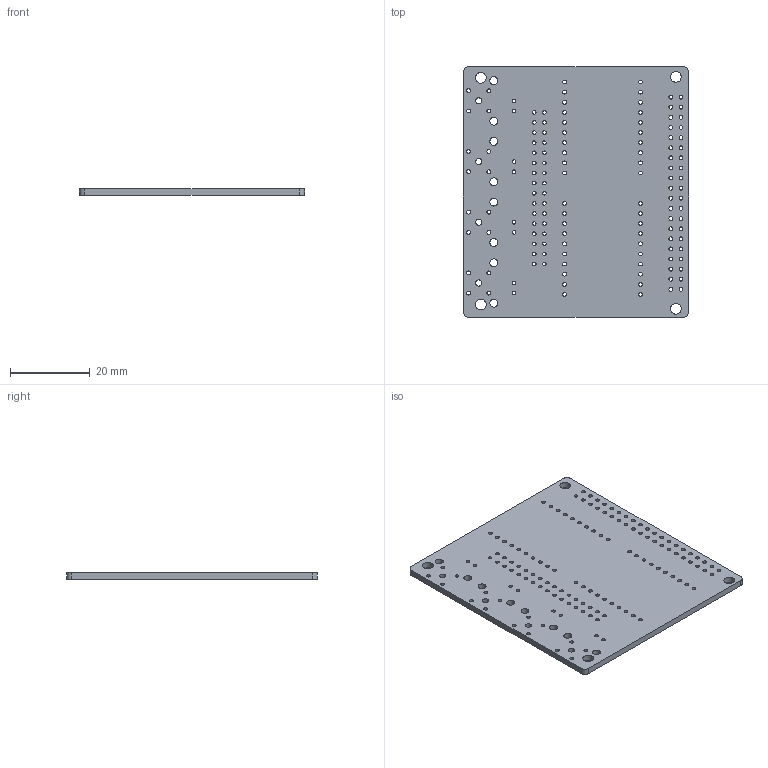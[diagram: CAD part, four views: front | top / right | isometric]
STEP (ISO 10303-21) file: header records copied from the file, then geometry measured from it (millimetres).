
FILE_DESCRIPTION(('KiCad electronic assembly'),'2;1');
FILE_NAME('rubis.step','2021-11-21T07:13:41',('An Author'),('A Company') ,'Open CASCADE STEP processor 7.5','KiCad to STEP converter','Unknown' );
FILE_SCHEMA(('AUTOMOTIVE_DESIGN { 1 0 10303 214 1 1 1 1 }'));
Length unit declared in the file: millimetre
Products named in the file (2): Open CASCADE STEP translator 7.5 1; COMPOUND
Assembly tree (1 placements, depth 2):
  Open CASCADE STEP translator 7.5 1
    COMPOUND
Bounding box: 56.52 x 62.87 x 1.6 mm (x, y, z)
Volume: 5441.5 mm3; surface area: 7990.4 mm2
Topology: 1 solids, 1 shells, 162 faces, 480 edges, 320 vertices
Faces by surface type: cylinder 156, plane 6
Full cylindrical faces by diameter (mm): 0.9 x40, 0.95 x16, 0.962 x80, 1.55 x4, 2 x8, 2.7 x4
Entity records: 12511 total; most frequent: DIRECTION 2080, CARTESIAN_POINT 1924, ORIENTED_EDGE 960, PCURVE 960, DEFINITIONAL_REPRESENTATION 960, LINE 816, VECTOR 816, CIRCLE 624
